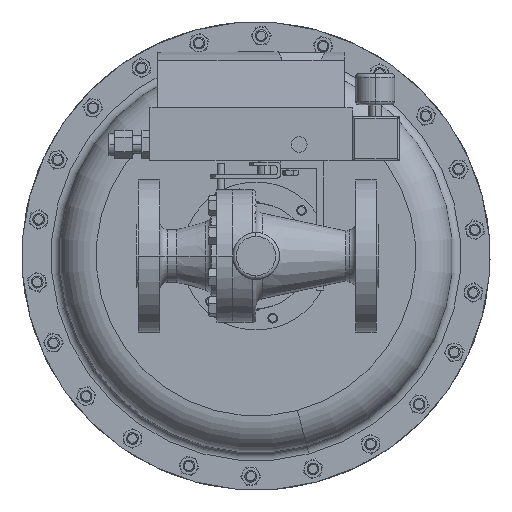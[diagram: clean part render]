
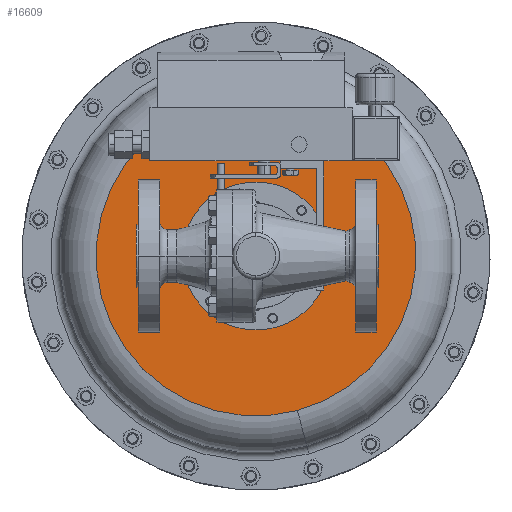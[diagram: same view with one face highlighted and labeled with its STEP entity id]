
A CAD part, front view. The second image highlights one B-rep face of the part: STEP entity #16609.
In plain terms, the highlighted planar face has unit normal (0, -1, 0).
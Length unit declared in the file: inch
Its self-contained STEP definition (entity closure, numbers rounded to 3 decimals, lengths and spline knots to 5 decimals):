
#61 = EDGE_CURVE ( 'NONE', #9453, #40982, #237, .T. ) ;
#237 = CIRCLE ( 'NONE', #41103, 2.375 ) ;
#598 = CIRCLE ( 'NONE', #5780, 2.375 ) ;
#918 = ORIENTED_EDGE ( 'NONE', *, *, #14254, .F. ) ;
#1768 = CARTESIAN_POINT ( 'NONE',  ( 0.61311, 9.7203, 4.0434 ) ) ;
#2807 = DIRECTION ( 'NONE',  ( 0.259, 0., -0.966 ) ) ;
#4424 = AXIS2_PLACEMENT_3D ( 'NONE', #18682, #41122, #21902 ) ;
#4964 = DIRECTION ( 'NONE',  ( 0.707, 0., -0.707 ) ) ;
#5330 = AXIS2_PLACEMENT_3D ( 'NONE', #18540, #21899, #2807 ) ;
#5780 = AXIS2_PLACEMENT_3D ( 'NONE', #1768, #24067, #4964 ) ;
#5897 = PLANE ( 'NONE',  #5330 ) ;
#8196 = FACE_BOUND ( 'NONE', #25497, .T. ) ;
#8607 = VERTEX_POINT ( 'NONE', #10504 ) ;
#9453 = VERTEX_POINT ( 'NONE', #16994 ) ;
#10504 = CARTESIAN_POINT ( 'NONE',  ( 1.93956, 9.7203, -0.90697 ) ) ;
#11793 = CIRCLE ( 'NONE', #4424, 5.125 ) ;
#14254 = EDGE_CURVE ( 'NONE', #39342, #8607, #11793, .T. ) ;
#16609 = ADVANCED_FACE ( 'NONE', ( #25139, #8196 ), #5897, .T. ) ;
#16951 = CARTESIAN_POINT ( 'NONE',  ( -0.71334, 9.7203, 8.99377 ) ) ;
#16994 = CARTESIAN_POINT ( 'NONE',  ( 2.29249, 9.7203, 2.36402 ) ) ;
#17343 = CIRCLE ( 'NONE', #36125, 5.125 ) ;
#17718 = CARTESIAN_POINT ( 'NONE',  ( 0.61311, 9.7203, 4.0434 ) ) ;
#18540 = CARTESIAN_POINT ( 'NONE',  ( 5.56348, 9.7203, 5.36984 ) ) ;
#18682 = CARTESIAN_POINT ( 'NONE',  ( 0.61311, 9.7203, 4.0434 ) ) ;
#20931 = DIRECTION ( 'NONE',  ( -0.259, 0., 0.966 ) ) ;
#21655 = DIRECTION ( 'NONE',  ( 0.707, 0., -0.707 ) ) ;
#21899 = DIRECTION ( 'NONE',  ( 0., -1., 0. ) ) ;
#21902 = DIRECTION ( 'NONE',  ( -0.259, 0., 0.966 ) ) ;
#22232 = DIRECTION ( 'NONE',  ( 0., 1., 0. ) ) ;
#22460 = CARTESIAN_POINT ( 'NONE',  ( 0.61311, 9.7203, 4.0434 ) ) ;
#24067 = DIRECTION ( 'NONE',  ( 0., 1., 0. ) ) ;
#24171 = ORIENTED_EDGE ( 'NONE', *, *, #61, .T. ) ;
#25139 = FACE_OUTER_BOUND ( 'NONE', #33934, .T. ) ;
#25497 = EDGE_LOOP ( 'NONE', ( #34117, #24171 ) ) ;
#28202 = EDGE_CURVE ( 'NONE', #8607, #39342, #17343, .T. ) ;
#32076 = CARTESIAN_POINT ( 'NONE',  ( -1.06627, 9.7203, 5.72278 ) ) ;
#32569 = EDGE_CURVE ( 'NONE', #40982, #9453, #598, .T. ) ;
#32689 = ORIENTED_EDGE ( 'NONE', *, *, #28202, .F. ) ;
#33934 = EDGE_LOOP ( 'NONE', ( #918, #32689 ) ) ;
#34117 = ORIENTED_EDGE ( 'NONE', *, *, #32569, .T. ) ;
#36125 = AXIS2_PLACEMENT_3D ( 'NONE', #17718, #40147, #20931 ) ;
#39342 = VERTEX_POINT ( 'NONE', #16951 ) ;
#40147 = DIRECTION ( 'NONE',  ( 0., 1., 0. ) ) ;
#40982 = VERTEX_POINT ( 'NONE', #32076 ) ;
#41103 = AXIS2_PLACEMENT_3D ( 'NONE', #22460, #22232, #21655 ) ;
#41122 = DIRECTION ( 'NONE',  ( 0., 1., 0. ) ) ;
